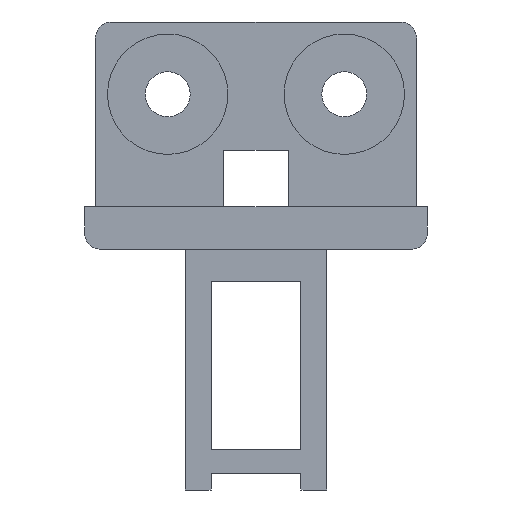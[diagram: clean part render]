
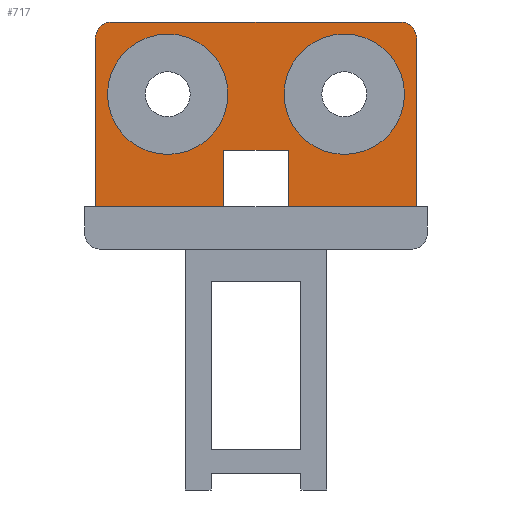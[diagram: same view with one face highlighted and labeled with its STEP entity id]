
A CAD part, front view. The second image highlights one B-rep face of the part: STEP entity #717.
In plain terms, the highlighted planar face has unit normal (0, -1, 0).
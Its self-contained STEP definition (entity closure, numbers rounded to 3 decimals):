
#22 = CARTESIAN_POINT ( 'NONE',  ( 11., -1.5, 26.8 ) ) ;
#63 = VERTEX_POINT ( 'NONE', #699 ) ;
#85 = CARTESIAN_POINT ( 'NONE',  ( -4., -1.5, 5.3 ) ) ;
#86 = CARTESIAN_POINT ( 'NONE',  ( 20., -1.5, 26.3 ) ) ;
#89 = EDGE_CURVE ( 'NONE', #385, #63, #660, .T. ) ;
#95 = AXIS2_PLACEMENT_3D ( 'NONE', #714, #561, #405 ) ;
#101 = EDGE_CURVE ( 'NONE', #611, #313, #1071, .T. ) ;
#109 = DIRECTION ( 'NONE',  ( 0., 1., 0. ) ) ;
#134 = VECTOR ( 'NONE', #529, 1000. ) ;
#155 = CIRCLE ( 'NONE', #957, 7.5 ) ;
#165 = DIRECTION ( 'NONE',  ( 0., 0., 1. ) ) ;
#183 = DIRECTION ( 'NONE',  ( 0., 0., 1. ) ) ;
#205 = DIRECTION ( 'NONE',  ( -1., 0., 0. ) ) ;
#219 = CARTESIAN_POINT ( 'NONE',  ( -11., -1.5, 26.8 ) ) ;
#232 = VERTEX_POINT ( 'NONE', #1504 ) ;
#233 = VERTEX_POINT ( 'NONE', #1347 ) ;
#240 = CARTESIAN_POINT ( 'NONE',  ( 4., -1.5, 5.3 ) ) ;
#261 = CARTESIAN_POINT ( 'NONE',  ( 11., -1.5, 19.3 ) ) ;
#262 = CIRCLE ( 'NONE', #788, 7.5 ) ;
#267 = CARTESIAN_POINT ( 'NONE',  ( -11., -1.5, 11.8 ) ) ;
#268 = CIRCLE ( 'NONE', #95, 2. ) ;
#289 = DIRECTION ( 'NONE',  ( 0., 0., -1. ) ) ;
#305 = EDGE_CURVE ( 'NONE', #1039, #593, #835, .T. ) ;
#312 = ORIENTED_EDGE ( 'NONE', *, *, #1308, .T. ) ;
#313 = VERTEX_POINT ( 'NONE', #219 ) ;
#314 = DIRECTION ( 'NONE',  ( 0., 1., 0. ) ) ;
#341 = CARTESIAN_POINT ( 'NONE',  ( 20., -1.5, 16.8 ) ) ;
#349 = DIRECTION ( 'NONE',  ( 0., 0., 1. ) ) ;
#355 = DIRECTION ( 'NONE',  ( 1., 0., 0. ) ) ;
#357 = ORIENTED_EDGE ( 'NONE', *, *, #89, .T. ) ;
#360 = CARTESIAN_POINT ( 'NONE',  ( 0., -1.5, 28.3 ) ) ;
#378 = DIRECTION ( 'NONE',  ( 0., 0., 1. ) ) ;
#385 = VERTEX_POINT ( 'NONE', #240 ) ;
#388 = VERTEX_POINT ( 'NONE', #85 ) ;
#403 = DIRECTION ( 'NONE',  ( 1., 0., 0. ) ) ;
#405 = DIRECTION ( 'NONE',  ( 0., 0., -1. ) ) ;
#407 = VECTOR ( 'NONE', #205, 1000. ) ;
#426 = EDGE_CURVE ( 'NONE', #233, #741, #517, .T. ) ;
#431 = ORIENTED_EDGE ( 'NONE', *, *, #1182, .T. ) ;
#445 = DIRECTION ( 'NONE',  ( 0., -1., 0. ) ) ;
#478 = ORIENTED_EDGE ( 'NONE', *, *, #1007, .T. ) ;
#486 = ORIENTED_EDGE ( 'NONE', *, *, #101, .T. ) ;
#495 = LINE ( 'NONE', #341, #842 ) ;
#498 = ORIENTED_EDGE ( 'NONE', *, *, #1023, .T. ) ;
#506 = CARTESIAN_POINT ( 'NONE',  ( -4., -1.5, 16.8 ) ) ;
#512 = CARTESIAN_POINT ( 'NONE',  ( 0., -1.5, 5.3 ) ) ;
#517 = LINE ( 'NONE', #360, #407 ) ;
#519 = EDGE_LOOP ( 'NONE', ( #312, #486 ) ) ;
#528 = VECTOR ( 'NONE', #1094, 1000. ) ;
#529 = DIRECTION ( 'NONE',  ( 0., 0., -1. ) ) ;
#531 = DIRECTION ( 'NONE',  ( 0., 1., 0. ) ) ;
#558 = CARTESIAN_POINT ( 'NONE',  ( 0., -1.5, 5.3 ) ) ;
#561 = DIRECTION ( 'NONE',  ( 0., -1., 0. ) ) ;
#567 = VERTEX_POINT ( 'NONE', #964 ) ;
#575 = DIRECTION ( 'NONE',  ( 0., 0., -1. ) ) ;
#593 = VERTEX_POINT ( 'NONE', #926 ) ;
#599 = CARTESIAN_POINT ( 'NONE',  ( 18., -1.5, 26.3 ) ) ;
#611 = VERTEX_POINT ( 'NONE', #267 ) ;
#615 = ORIENTED_EDGE ( 'NONE', *, *, #834, .T. ) ;
#616 = ORIENTED_EDGE ( 'NONE', *, *, #1019, .T. ) ;
#620 = CIRCLE ( 'NONE', #744, 2. ) ;
#654 = LINE ( 'NONE', #506, #984 ) ;
#660 = LINE ( 'NONE', #512, #943 ) ;
#685 = CARTESIAN_POINT ( 'NONE',  ( -20., -1.5, 16.8 ) ) ;
#687 = CARTESIAN_POINT ( 'NONE',  ( -11., -1.5, 19.3 ) ) ;
#689 = AXIS2_PLACEMENT_3D ( 'NONE', #687, #531, #378 ) ;
#699 = CARTESIAN_POINT ( 'NONE',  ( 20., -1.5, 5.3 ) ) ;
#711 = LINE ( 'NONE', #558, #1273 ) ;
#714 = CARTESIAN_POINT ( 'NONE',  ( -18., -1.5, 26.3 ) ) ;
#717 = ADVANCED_FACE ( 'NONE', ( #1493, #944, #1025 ), #1038, .T. ) ;
#721 = EDGE_CURVE ( 'NONE', #567, #972, #262, .T. ) ;
#725 = DIRECTION ( 'NONE',  ( 0., -1., 0. ) ) ;
#728 = ORIENTED_EDGE ( 'NONE', *, *, #426, .T. ) ;
#741 = VERTEX_POINT ( 'NONE', #846 ) ;
#744 = AXIS2_PLACEMENT_3D ( 'NONE', #599, #445, #289 ) ;
#788 = AXIS2_PLACEMENT_3D ( 'NONE', #261, #109, #1470 ) ;
#792 = ORIENTED_EDGE ( 'NONE', *, *, #305, .T. ) ;
#813 = DIRECTION ( 'NONE',  ( 0., 0., -1. ) ) ;
#834 = EDGE_CURVE ( 'NONE', #972, #567, #155, .T. ) ;
#835 = LINE ( 'NONE', #685, #134 ) ;
#842 = VECTOR ( 'NONE', #183, 1000. ) ;
#846 = CARTESIAN_POINT ( 'NONE',  ( -18., -1.5, 28.3 ) ) ;
#847 = CIRCLE ( 'NONE', #689, 7.5 ) ;
#855 = ORIENTED_EDGE ( 'NONE', *, *, #1136, .T. ) ;
#878 = CARTESIAN_POINT ( 'NONE',  ( -20., -1.5, 28.3 ) ) ;
#903 = VECTOR ( 'NONE', #813, 1000. ) ;
#915 = EDGE_CURVE ( 'NONE', #593, #388, #711, .T. ) ;
#926 = CARTESIAN_POINT ( 'NONE',  ( -20., -1.5, 5.3 ) ) ;
#936 = CARTESIAN_POINT ( 'NONE',  ( -11., -1.5, 19.3 ) ) ;
#943 = VECTOR ( 'NONE', #355, 1000. ) ;
#944 = FACE_BOUND ( 'NONE', #519, .T. ) ;
#957 = AXIS2_PLACEMENT_3D ( 'NONE', #1296, #1129, #979 ) ;
#964 = CARTESIAN_POINT ( 'NONE',  ( 11., -1.5, 11.8 ) ) ;
#971 = CARTESIAN_POINT ( 'NONE',  ( 4., -1.5, 16.8 ) ) ;
#972 = VERTEX_POINT ( 'NONE', #22 ) ;
#979 = DIRECTION ( 'NONE',  ( 0., 0., 1. ) ) ;
#984 = VECTOR ( 'NONE', #349, 1000. ) ;
#1003 = ORIENTED_EDGE ( 'NONE', *, *, #721, .T. ) ;
#1007 = EDGE_CURVE ( 'NONE', #1118, #233, #620, .T. ) ;
#1019 = EDGE_CURVE ( 'NONE', #1313, #385, #1117, .T. ) ;
#1023 = EDGE_CURVE ( 'NONE', #388, #232, #654, .T. ) ;
#1025 = FACE_OUTER_BOUND ( 'NONE', #1291, .T. ) ;
#1038 = PLANE ( 'NONE',  #1181 ) ;
#1039 = VERTEX_POINT ( 'NONE', #1210 ) ;
#1071 = CIRCLE ( 'NONE', #1502, 7.5 ) ;
#1094 = DIRECTION ( 'NONE',  ( 1., 0., 0. ) ) ;
#1106 = CARTESIAN_POINT ( 'NONE',  ( 4., -1.5, 12.3 ) ) ;
#1117 = LINE ( 'NONE', #971, #903 ) ;
#1118 = VERTEX_POINT ( 'NONE', #86 ) ;
#1129 = DIRECTION ( 'NONE',  ( 0., 1., 0. ) ) ;
#1136 = EDGE_CURVE ( 'NONE', #232, #1313, #1419, .T. ) ;
#1159 = EDGE_LOOP ( 'NONE', ( #615, #1003 ) ) ;
#1181 = AXIS2_PLACEMENT_3D ( 'NONE', #878, #725, #575 ) ;
#1182 = EDGE_CURVE ( 'NONE', #741, #1039, #268, .T. ) ;
#1210 = CARTESIAN_POINT ( 'NONE',  ( -20., -1.5, 26.3 ) ) ;
#1234 = ORIENTED_EDGE ( 'NONE', *, *, #1364, .T. ) ;
#1259 = CARTESIAN_POINT ( 'NONE',  ( 0., -1.5, 12.3 ) ) ;
#1273 = VECTOR ( 'NONE', #403, 1000. ) ;
#1291 = EDGE_LOOP ( 'NONE', ( #616, #357, #1234, #478, #728, #431, #792, #1410, #498, #855 ) ) ;
#1296 = CARTESIAN_POINT ( 'NONE',  ( 11., -1.5, 19.3 ) ) ;
#1308 = EDGE_CURVE ( 'NONE', #313, #611, #847, .T. ) ;
#1313 = VERTEX_POINT ( 'NONE', #1106 ) ;
#1347 = CARTESIAN_POINT ( 'NONE',  ( 18., -1.5, 28.3 ) ) ;
#1364 = EDGE_CURVE ( 'NONE', #63, #1118, #495, .T. ) ;
#1410 = ORIENTED_EDGE ( 'NONE', *, *, #915, .T. ) ;
#1419 = LINE ( 'NONE', #1259, #528 ) ;
#1470 = DIRECTION ( 'NONE',  ( 0., 0., 1. ) ) ;
#1493 = FACE_BOUND ( 'NONE', #1159, .T. ) ;
#1502 = AXIS2_PLACEMENT_3D ( 'NONE', #936, #314, #165 ) ;
#1504 = CARTESIAN_POINT ( 'NONE',  ( -4., -1.5, 12.3 ) ) ;
